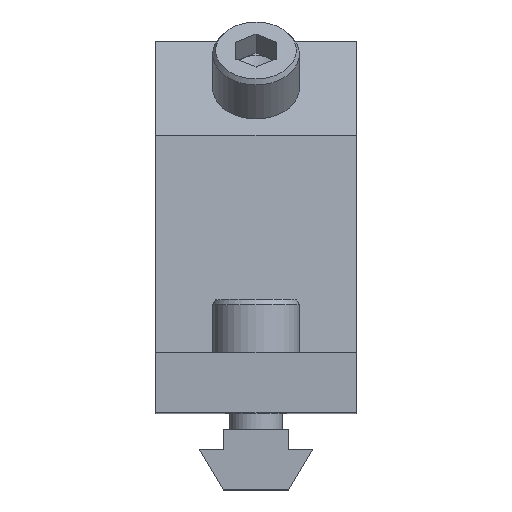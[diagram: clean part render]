
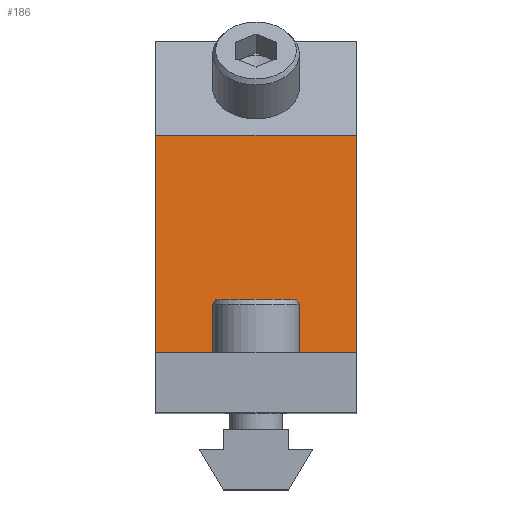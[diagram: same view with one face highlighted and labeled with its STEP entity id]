
A CAD part, top view. The second image highlights one B-rep face of the part: STEP entity #186.
In plain terms, the highlighted planar face has unit normal (0, 0.924, 0.383).
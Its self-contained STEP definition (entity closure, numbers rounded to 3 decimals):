
#186 = ADVANCED_FACE( '', ( #374 ), #375, .F. );
#374 = FACE_OUTER_BOUND( '', #603, .T. );
#375 = PLANE( '', #604 );
#603 = EDGE_LOOP( '', ( #854, #855, #856, #857 ) );
#604 = AXIS2_PLACEMENT_3D( '', #858, #859, #860 );
#854 = ORIENTED_EDGE( '', *, *, #1362, .T. );
#855 = ORIENTED_EDGE( '', *, *, #1363, .F. );
#856 = ORIENTED_EDGE( '', *, *, #1364, .F. );
#857 = ORIENTED_EDGE( '', *, *, #1365, .T. );
#858 = CARTESIAN_POINT( '', ( 15., 41.719, -28.991 ) );
#859 = DIRECTION( '', ( 0., -0.924, -0.383 ) );
#860 = DIRECTION( '', ( 0., 0.383, -0.924 ) );
#1362 = EDGE_CURVE( '', #1596, #1597, #1598, .T. );
#1363 = EDGE_CURVE( '', #1599, #1597, #1600, .T. );
#1364 = EDGE_CURVE( '', #1601, #1599, #1602, .T. );
#1365 = EDGE_CURVE( '', #1601, #1596, #1603, .T. );
#1596 = VERTEX_POINT( '', #1915 );
#1597 = VERTEX_POINT( '', #1916 );
#1598 = LINE( '', #1917, #1918 );
#1599 = VERTEX_POINT( '', #1919 );
#1600 = LINE( '', #1920, #1921 );
#1601 = VERTEX_POINT( '', #1922 );
#1602 = LINE( '', #1923, #1924 );
#1603 = LINE( '', #1925, #1926 );
#1915 = CARTESIAN_POINT( '', ( -15., 41.719, -28.991 ) );
#1916 = CARTESIAN_POINT( '', ( -15., 9., 49.991 ) );
#1917 = CARTESIAN_POINT( '', ( -15., 41.719, -28.991 ) );
#1918 = VECTOR( '', #2292, 1000. );
#1919 = CARTESIAN_POINT( '', ( 15., 9., 49.991 ) );
#1920 = CARTESIAN_POINT( '', ( 15., 9., 49.991 ) );
#1921 = VECTOR( '', #2293, 1000. );
#1922 = CARTESIAN_POINT( '', ( 15., 41.719, -28.991 ) );
#1923 = CARTESIAN_POINT( '', ( 15., 41.719, -28.991 ) );
#1924 = VECTOR( '', #2294, 1000. );
#1925 = CARTESIAN_POINT( '', ( 15., 41.719, -28.991 ) );
#1926 = VECTOR( '', #2295, 1000. );
#2292 = DIRECTION( '', ( 0., -0.383, 0.924 ) );
#2293 = DIRECTION( '', ( -1., 0., 0. ) );
#2294 = DIRECTION( '', ( 0., -0.383, 0.924 ) );
#2295 = DIRECTION( '', ( -1., 0., 0. ) );
